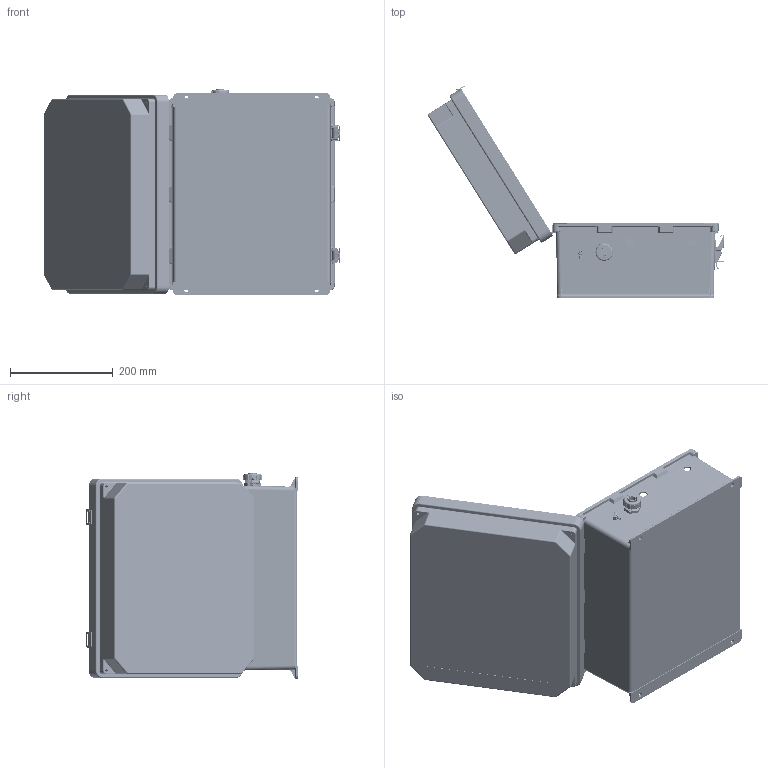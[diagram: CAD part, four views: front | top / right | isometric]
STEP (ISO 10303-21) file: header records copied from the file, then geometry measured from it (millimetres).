
FILE_DESCRIPTION (( 'STEP AP214' ), '1' );
FILE_NAME ('NBW141207-100.STEP', '2013-05-31T21:30:00', ( '' ), ( '' ), 'SwSTEP 2.0', 'SolidWorks 2012', '' );
FILE_SCHEMA (( 'AUTOMOTIVE_DESIGN' ));
Length unit declared in the file: inch
Products named in the file (23): NBW141207_ClearDoorInsert; NEMA GroundWire-2; XMH-0007; XF797-02; XFS-0017; 10-32 NEMA PLATE SCREW; XMH-0010; XFN-0013; XCTB-0002-HOLD; XCT-0011; XCT-0010; XF451-01; XFW-0002; XFN-0003; XCT-0005; XFS-0026; XC-0003; NB141207-DoorClasp-2; NB141207-DoorClasp-1; NBW141207-Lid-2; NB141207-Hinge; NB141207-Box; NBW141207-100
Assembly tree (38 placements, depth 2):
  NBW141207-100
    NB141207-Box
    NB141207-Hinge  x2
    NBW141207-Lid-2
    NB141207-DoorClasp-1  x2
    NB141207-DoorClasp-2  x2
    XC-0003
    XFS-0026
    XCT-0005
    XFN-0003  x2
    XFW-0002
    XF451-01
    XCT-0010
    XCT-0011
    XCTB-0002-HOLD
    XFN-0013  x2
    XMH-0010  x2
    10-32 NEMA PLATE SCREW  x4
    XFS-0017  x5
    XF797-02
    XMH-0007  x4
    NEMA GroundWire-2
    NBW141207_ClearDoorInsert
Bounding box: 578.07 x 413.05 x 402.37 mm (x, y, z)
Volume: 2548322.3 mm3; surface area: 1431644 mm2
Topology: 44 solids, 45 shells, 4619 faces, 11398 edges, 6923 vertices
Faces by surface type: plane 1514, cylinder 1433, cone 1051, torus 407, bspline 206, sphere 8
Entity records: 114306 total; most frequent: CARTESIAN_POINT 26001, DIRECTION 15660, ORIENTED_EDGE 15412, EDGE_CURVE 7706, AXIS2_PLACEMENT_3D 5902, VERTEX_POINT 4731, LINE 3856, VECTOR 3856
